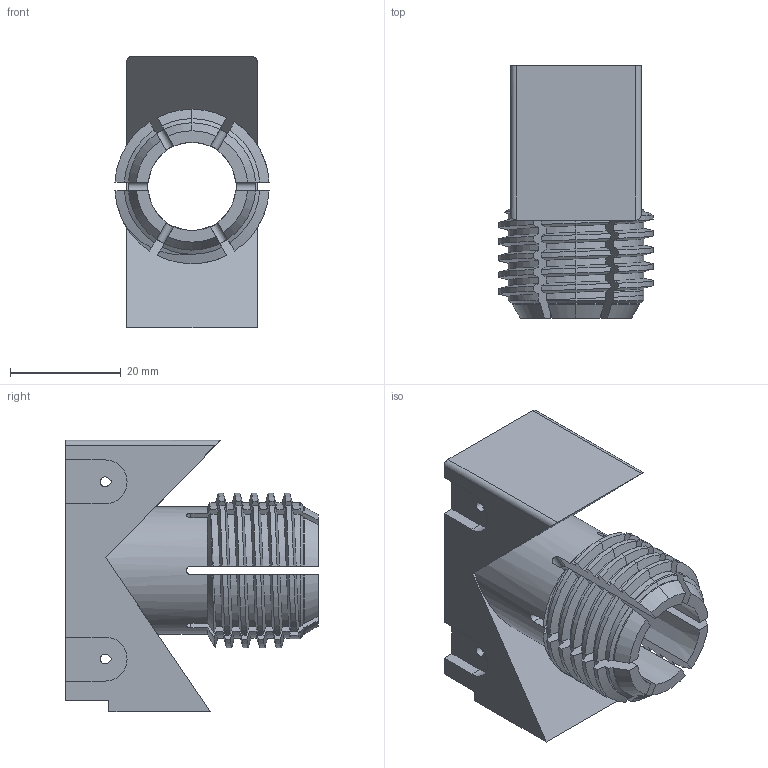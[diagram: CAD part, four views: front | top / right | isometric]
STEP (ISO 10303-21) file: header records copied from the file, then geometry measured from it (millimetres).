
FILE_DESCRIPTION(('FreeCAD Model'),'2;1');
FILE_NAME('Open CASCADE Shape Model','2024-08-07T13:24:10',(''),(''), 'Open CASCADE STEP processor 7.6','FreeCAD','Unknown');
FILE_SCHEMA(('AUTOMOTIVE_DESIGN { 1 0 10303 214 1 1 1 1 }'));
Length unit declared in the file: millimetre
Products named in the file (1): stryker 2 barrel front mount 1C
Bounding box: 27.85 x 45.6 x 49 mm (x, y, z)
Volume: 24384 mm3; surface area: 11923.8 mm2
Topology: 1 solids, 1 shells, 260 faces, 763 edges, 505 vertices
Faces by surface type: bspline 124, cylinder 62, plane 44, cone 30
Full cylindrical faces by diameter (mm): 16.1 x1, 23 x1
Entity records: 21776 total; most frequent: CARTESIAN_POINT 15973, ORIENTED_EDGE 1526, EDGE_CURVE 763, DIRECTION 707, VERTEX_POINT 505, B_SPLINE_CURVE_WITH_KNOTS 439, FACE_BOUND 266, EDGE_LOOP 266
